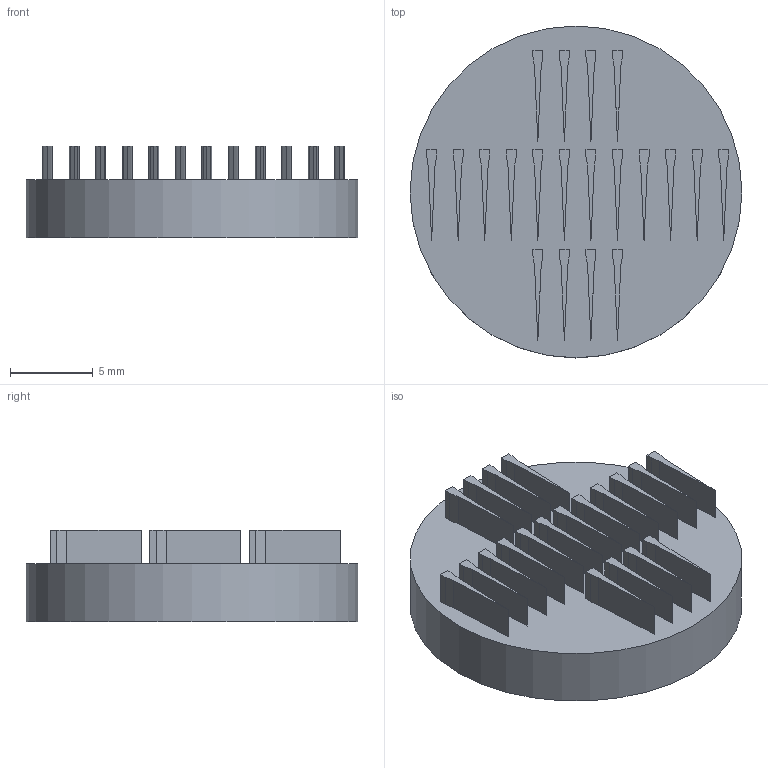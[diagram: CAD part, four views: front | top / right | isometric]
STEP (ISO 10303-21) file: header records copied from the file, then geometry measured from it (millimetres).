
FILE_DESCRIPTION(/* description */ (''),/* implementation_level */ '2;1');
FILE_NAME(/* name */ 'zfish-mold-stamp-D20.step',/* time_stamp */ '2025-09-11T10:08:42+03:00',/* author */ (''),/* organization */ (''),/* preprocessor_version */ 'ST-DEVELOPER v20.1',/* originating_system */ 'Autodesk Translation Framework v14.17.0.0',/* authorisation */ '');
FILE_SCHEMA (('AUTOMOTIVE_DESIGN { 1 0 10303 214 3 1 1 }'));
Length unit declared in the file: millimetre
Products named in the file (1): zMold_8teeth_D20mm_w_holder_P1
Bounding box: 20 x 20 x 5.5 mm (x, y, z)
Volume: 803.7 mm3; surface area: 1407.5 mm2
Topology: 1 solids, 1 shells, 165 faces, 426 edges, 284 vertices
Faces by surface type: plane 163, cylinder 2
Full cylindrical faces by diameter (mm): 15 x1, 20 x1
Entity records: 4964 total; most frequent: CARTESIAN_POINT 876, ORIENTED_EDGE 852, DIRECTION 762, EDGE_CURVE 426, LINE 422, VECTOR 422, VERTEX_POINT 284, EDGE_LOOP 186
